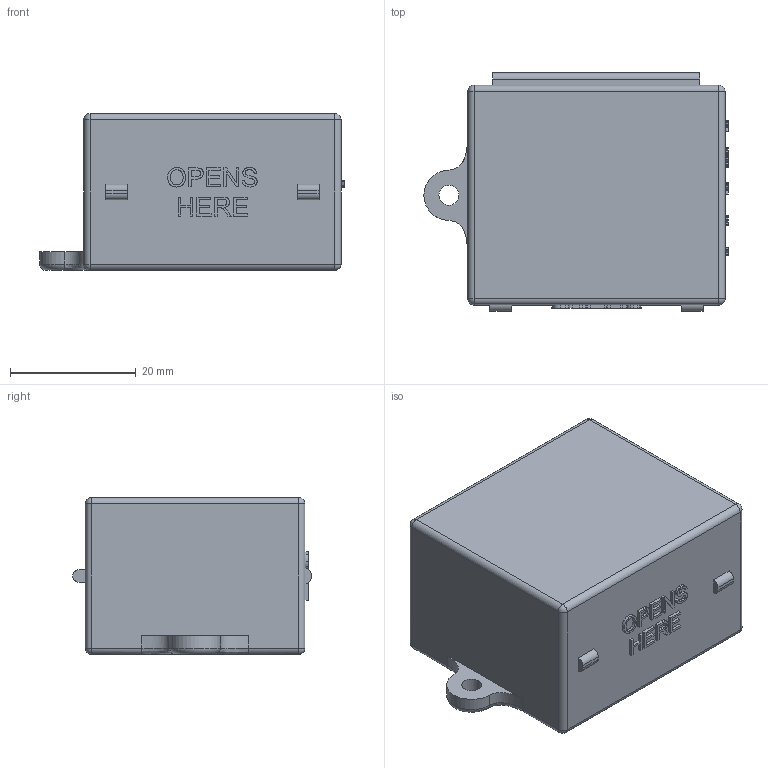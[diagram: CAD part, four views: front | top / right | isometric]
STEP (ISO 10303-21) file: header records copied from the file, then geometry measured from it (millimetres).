
FILE_DESCRIPTION(/* description */ (''),/* implementation_level */ '2;1');
FILE_NAME(/* name */ 'DieseRC 12V Receiver Relay Case.step',/* time_stamp */ '2026-02-23T21:03:34-05:00',/* author */ (''),/* organization */ (''),/* preprocessor_version */ 'ST-DEVELOPER v20.1',/* originating_system */ 'Autodesk Translation Framework v14.24.0.0',/* authorisation */ '');
FILE_SCHEMA (('AUTOMOTIVE_DESIGN { 1 0 10303 214 3 1 1 }'));
Length unit declared in the file: millimetre
Products named in the file (1): 2026-02-23-12-46-18-031
Bounding box: 48.5 x 38 x 25 mm (x, y, z)
Volume: 35896.2 mm3; surface area: 7048.3 mm2
Topology: 1 solids, 1 shells, 412 faces, 1103 edges, 726 vertices
Faces by surface type: plane 213, bspline 170, cylinder 20, sphere 8, torus 1
Full cylindrical faces by diameter (mm): 3.2 x1
Entity records: 14622 total; most frequent: CARTESIAN_POINT 5443, ORIENTED_EDGE 2206, DIRECTION 1286, EDGE_CURVE 1103, VERTEX_POINT 726, LINE 722, VECTOR 722, EDGE_LOOP 447
